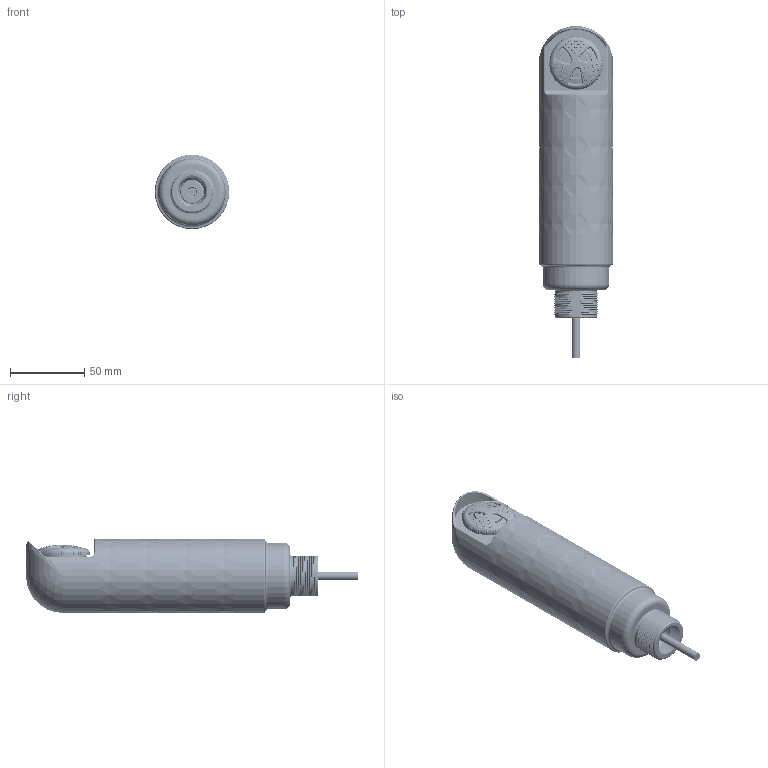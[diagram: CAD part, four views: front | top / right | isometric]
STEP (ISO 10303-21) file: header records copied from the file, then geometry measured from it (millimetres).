
FILE_DESCRIPTION((''),'2;1');
FILE_NAME('160296_ASM','2014-06-26T',('pdmadmin'),(''),'PRO/ENGINEER BY PARAMETRIC TECHNOLOGY CORPORATION, 2013230','PRO/ENGINEER BY PARAMETRIC TECHNOLOGY CORPORATION, 2013230','');
FILE_SCHEMA(('CONFIG_CONTROL_DESIGN'));
Products named in the file (15): 140410; 158231_WEB; 158948; 153229; 62676; 62677; CABLE_215; 153843_MAIN_BODY; 153843_M100PIEZO; 153843_WIRES; 153843_GASKET; 153843_NUT; 153843_VOLUME_ADJUST; 153843_ASM; 160296_ASM
Assembly tree (21 placements, depth 3):
  160296_ASM
    140410
    158231_WEB  x4
    158948  x4
    153229
    62676
    62677
    CABLE_215
    153843_ASM
      153843_MAIN_BODY
      153843_M100PIEZO
      153843_WIRES
      153843_GASKET
      153843_NUT
      153843_VOLUME_ADJUST
    153843_VOLUME_ADJUST
Bounding box: 50 x 223.4 x 50 mm (x, y, z)
Volume: 118480.3 mm3; surface area: 139273.4 mm2
Topology: 19 solids, 101 shells, 3929 faces, 10831 edges, 7018 vertices
Faces by surface type: plane 1314, cylinder 969, bspline 857, cone 352, torus 338, sphere 48, extrusion 45, revolution 6
Entity records: 220863 total; most frequent: CARTESIAN_POINT 165067, ORIENTED_EDGE 12572, DIRECTION 9885, EDGE_CURVE 6527, VERTEX_POINT 4224, AXIS2_PLACEMENT_3D 3745, EDGE_LOOP 2475, VECTOR 2392
